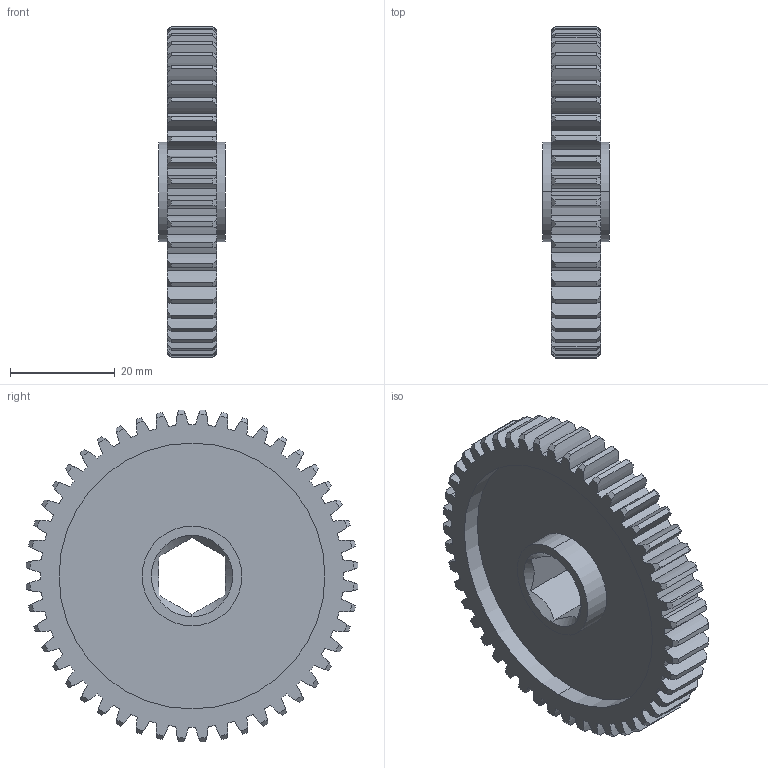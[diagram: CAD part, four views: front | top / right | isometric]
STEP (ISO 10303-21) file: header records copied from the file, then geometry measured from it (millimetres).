
FILE_DESCRIPTION (( 'STEP AP203' ), '1' );
FILE_NAME ('am-4395 48T 20DP 500hex 375 FW.STEP', '2021-06-04T18:42:27', ( '' ), ( '' ), 'SwSTEP 2.0', 'SolidWorks 2019', '' );
FILE_SCHEMA (( 'CONFIG_CONTROL_DESIGN' ));
Length unit declared in the file: inch
Products named in the file (1): am-4395 48T 20DP 500hex 375 FW
Bounding box: 12.7 x 63.42 x 63.42 mm (x, y, z)
Volume: 14261.6 mm3; surface area: 11395.8 mm2
Topology: 1 solids, 1 shells, 317 faces, 929 edges, 618 vertices
Faces by surface type: cylinder 205, cone 100, plane 12
Entity records: 11192 total; most frequent: CARTESIAN_POINT 2593, DIRECTION 1863, ORIENTED_EDGE 1858, EDGE_CURVE 929, AXIS2_PLACEMENT_3D 824, VERTEX_POINT 618, CIRCLE 506, EDGE_LOOP 323
